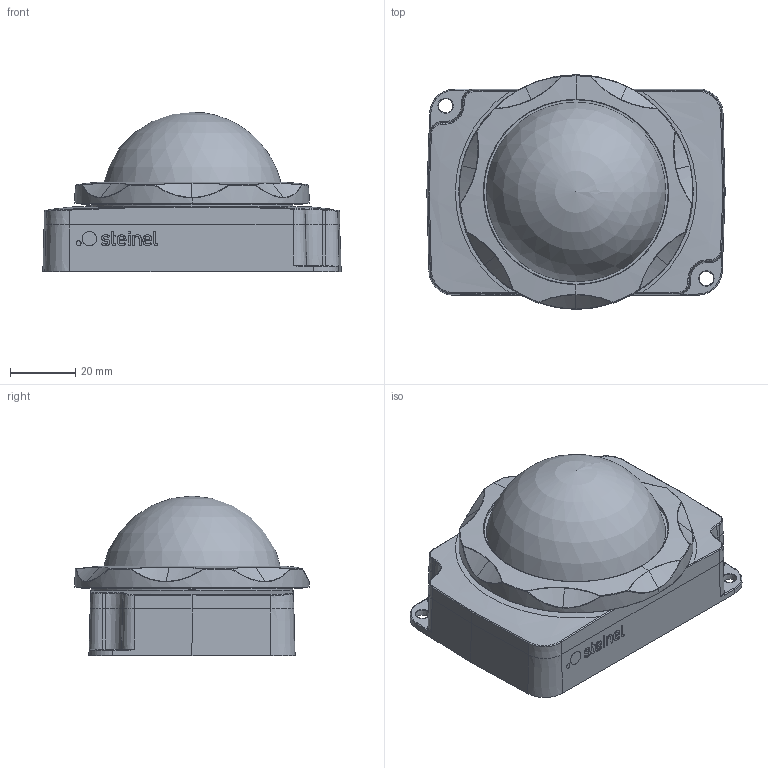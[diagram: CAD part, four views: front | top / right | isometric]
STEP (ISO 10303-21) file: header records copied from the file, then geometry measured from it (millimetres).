
FILE_DESCRIPTION(/* description */ (''),/* implementation_level */ '2;1');
FILE_NAME(/* name */ 'SENSOTEC-HB-PIR-3360-IPD-Intra.stp',/* time_stamp */ '2022-11-15T08:34:21+01:00',/* author */ (''),/* organization */ (''),/* preprocessor_version */ 'ST-DEVELOPER v18.1',/* originating_system */ 'SIEMENS PLM Software NX 1957',/* authorisation */ '');
FILE_SCHEMA (('AUTOMOTIVE_DESIGN { 1 0 10303 214 3 1 1 1 }'));
Length unit declared in the file: millimetre
Products named in the file (3): HB-PIR-3360-IPD-Intra; Mutter; SENSOTEC-HB-PIR-3360-IPD-Intra
Assembly tree (2 placements, depth 2):
  SENSOTEC-HB-PIR-3360-IPD-Intra
    Mutter
    HB-PIR-3360-IPD-Intra
Bounding box: 91.51 x 72 x 49 mm (x, y, z)
Volume: 166901.3 mm3; surface area: 25105.3 mm2
Topology: 2 solids, 2 shells, 298 faces, 723 edges, 438 vertices
Faces by surface type: bspline 99, plane 77, extrusion 36, cylinder 33, cone 25, sphere 15, torus 13
Full cylindrical faces by diameter (mm): 60 x1, 61.92 x1
Entity records: 16052 total; most frequent: CARTESIAN_POINT 8498, ORIENTED_EDGE 1376, DIRECTION 933, EDGE_CURVE 688, VERTEX_POINT 424, EDGE_LOOP 334, AXIS2_PLACEMENT_3D 333, B_SPLINE_CURVE_WITH_KNOTS 314
